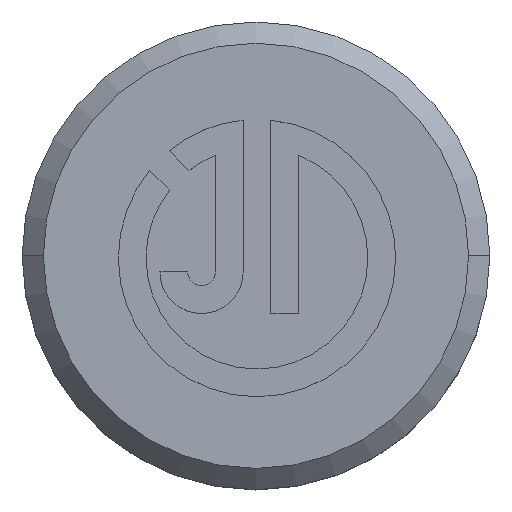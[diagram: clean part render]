
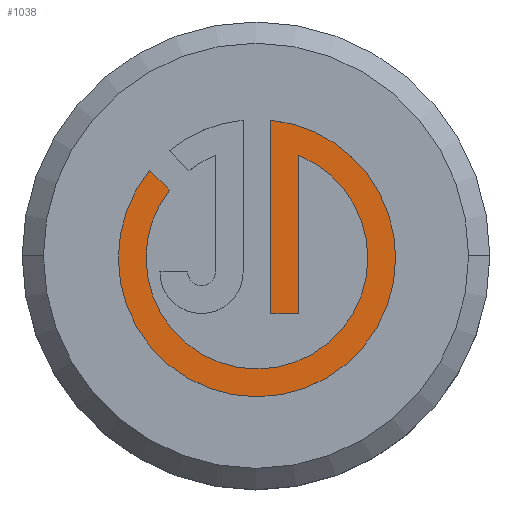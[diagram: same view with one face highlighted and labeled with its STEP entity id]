
A CAD part, top view. The second image highlights one B-rep face of the part: STEP entity #1038.
In plain terms, the highlighted planar face has unit normal (0, 0, 1).
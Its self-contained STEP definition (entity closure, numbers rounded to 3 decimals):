
#19 = AXIS2_PLACEMENT_3D ( 'NONE', #63, #1232, #237 ) ;
#27 = DIRECTION ( 'NONE',  ( -1., 0., 0. ) ) ;
#33 = DIRECTION ( 'NONE',  ( 0., 0., -1. ) ) ;
#44 = VERTEX_POINT ( 'NONE', #498 ) ;
#46 = ORIENTED_EDGE ( 'NONE', *, *, #1804, .T. ) ;
#53 = VECTOR ( 'NONE', #2099, 1000. ) ;
#61 = DIRECTION ( 'NONE',  ( 0., 0., 1. ) ) ;
#63 = CARTESIAN_POINT ( 'NONE',  ( 0.023, -0.053, 69.9 ) ) ;
#153 = CARTESIAN_POINT ( 'NONE',  ( 1.001, -1.357, 69.9 ) ) ;
#188 = CARTESIAN_POINT ( 'NONE',  ( 0.349, -1.357, 69.9 ) ) ;
#191 = CIRCLE ( 'NONE', #1158, 2.608 ) ;
#194 = CARTESIAN_POINT ( 'NONE',  ( 0.023, -0.053, 69.9 ) ) ;
#207 = EDGE_CURVE ( 'NONE', #1105, #44, #1919, .T. ) ;
#212 = DIRECTION ( 'NONE',  ( 0., -1., 0. ) ) ;
#217 = ORIENTED_EDGE ( 'NONE', *, *, #393, .T. ) ;
#237 = DIRECTION ( 'NONE',  ( -1., 0., 0. ) ) ;
#301 = EDGE_CURVE ( 'NONE', #534, #1105, #191, .T. ) ;
#311 = DIRECTION ( 'NONE',  ( 0., 0., 1. ) ) ;
#333 = LINE ( 'NONE', #836, #1218 ) ;
#371 = CARTESIAN_POINT ( 'NONE',  ( -2.038, 1.546, 69.9 ) ) ;
#378 = CIRCLE ( 'NONE', #1998, 3.261 ) ;
#386 = FACE_OUTER_BOUND ( 'NONE', #1367, .T. ) ;
#392 = ORIENTED_EDGE ( 'NONE', *, *, #1209, .T. ) ;
#393 = EDGE_CURVE ( 'NONE', #1949, #1460, #378, .T. ) ;
#467 = AXIS2_PLACEMENT_3D ( 'NONE', #878, #1969, #1036 ) ;
#471 = ORIENTED_EDGE ( 'NONE', *, *, #739, .T. ) ;
#498 = CARTESIAN_POINT ( 'NONE',  ( -2.038, 1.546, 69.9 ) ) ;
#534 = VERTEX_POINT ( 'NONE', #830 ) ;
#545 = VECTOR ( 'NONE', #212, 1000. ) ;
#577 = EDGE_CURVE ( 'NONE', #610, #614, #1751, .T. ) ;
#589 = ORIENTED_EDGE ( 'NONE', *, *, #1762, .T. ) ;
#601 = LINE ( 'NONE', #1203, #545 ) ;
#610 = VERTEX_POINT ( 'NONE', #153 ) ;
#614 = VERTEX_POINT ( 'NONE', #1159 ) ;
#674 = DIRECTION ( 'NONE',  ( 1., 0., 0. ) ) ;
#676 = AXIS2_PLACEMENT_3D ( 'NONE', #1378, #61, #1230 ) ;
#677 = CARTESIAN_POINT ( 'NONE',  ( -3.238, -0.053, 69.9 ) ) ;
#724 = AXIS2_PLACEMENT_3D ( 'NONE', #1974, #1346, #1359 ) ;
#739 = EDGE_CURVE ( 'NONE', #614, #534, #929, .T. ) ;
#830 = CARTESIAN_POINT ( 'NONE',  ( 2.631, -0.053, 69.9 ) ) ;
#836 = CARTESIAN_POINT ( 'NONE',  ( 0., -1.357, 69.9 ) ) ;
#878 = CARTESIAN_POINT ( 'NONE',  ( 0.023, -0.053, 69.9 ) ) ;
#923 = PLANE ( 'NONE',  #676 ) ;
#929 = CIRCLE ( 'NONE', #19, 2.608 ) ;
#966 = EDGE_CURVE ( 'NONE', #1577, #2060, #601, .T. ) ;
#977 = LINE ( 'NONE', #371, #1856 ) ;
#1033 = ORIENTED_EDGE ( 'NONE', *, *, #207, .T. ) ;
#1036 = DIRECTION ( 'NONE',  ( 1., 0., 0. ) ) ;
#1038 = ADVANCED_FACE ( 'NONE', ( #386 ), #923, .T. ) ;
#1105 = VERTEX_POINT ( 'NONE', #1870 ) ;
#1144 = CIRCLE ( 'NONE', #467, 3.261 ) ;
#1145 = ORIENTED_EDGE ( 'NONE', *, *, #2052, .T. ) ;
#1158 = AXIS2_PLACEMENT_3D ( 'NONE', #194, #33, #27 ) ;
#1159 = CARTESIAN_POINT ( 'NONE',  ( 1.001, 2.365, 69.9 ) ) ;
#1203 = CARTESIAN_POINT ( 'NONE',  ( 0.349, 0., 69.9 ) ) ;
#1209 = EDGE_CURVE ( 'NONE', #44, #1611, #977, .T. ) ;
#1218 = VECTOR ( 'NONE', #674, 1000. ) ;
#1230 = DIRECTION ( 'NONE',  ( 1., 0., 0. ) ) ;
#1232 = DIRECTION ( 'NONE',  ( 0., 0., -1. ) ) ;
#1299 = CARTESIAN_POINT ( 'NONE',  ( 0.023, -0.053, 69.9 ) ) ;
#1331 = DIRECTION ( 'NONE',  ( 1., 0., 0. ) ) ;
#1334 = DIRECTION ( 'NONE',  ( 0., 0., 1. ) ) ;
#1346 = DIRECTION ( 'NONE',  ( 0., 0., -1. ) ) ;
#1359 = DIRECTION ( 'NONE',  ( -1., 0., 0. ) ) ;
#1362 = CIRCLE ( 'NONE', #1507, 3.261 ) ;
#1367 = EDGE_LOOP ( 'NONE', ( #471, #1743, #1033, #392, #1145, #217, #589, #1713, #46, #1432 ) ) ;
#1378 = CARTESIAN_POINT ( 'NONE',  ( 0., 0., 69.9 ) ) ;
#1432 = ORIENTED_EDGE ( 'NONE', *, *, #577, .T. ) ;
#1448 = DIRECTION ( 'NONE',  ( 1., 0., 0. ) ) ;
#1460 = VERTEX_POINT ( 'NONE', #2050 ) ;
#1480 = CARTESIAN_POINT ( 'NONE',  ( 0.023, -0.053, 69.9 ) ) ;
#1506 = DIRECTION ( 'NONE',  ( -0.707, 0.707, 0. ) ) ;
#1507 = AXIS2_PLACEMENT_3D ( 'NONE', #1299, #311, #1448 ) ;
#1577 = VERTEX_POINT ( 'NONE', #1881 ) ;
#1611 = VERTEX_POINT ( 'NONE', #1728 ) ;
#1713 = ORIENTED_EDGE ( 'NONE', *, *, #966, .T. ) ;
#1728 = CARTESIAN_POINT ( 'NONE',  ( -2.502, 2.01, 69.9 ) ) ;
#1743 = ORIENTED_EDGE ( 'NONE', *, *, #301, .T. ) ;
#1751 = LINE ( 'NONE', #1938, #53 ) ;
#1762 = EDGE_CURVE ( 'NONE', #1460, #1577, #1362, .T. ) ;
#1804 = EDGE_CURVE ( 'NONE', #2060, #610, #333, .T. ) ;
#1856 = VECTOR ( 'NONE', #1506, 1000. ) ;
#1870 = CARTESIAN_POINT ( 'NONE',  ( -2.586, -0.053, 69.9 ) ) ;
#1881 = CARTESIAN_POINT ( 'NONE',  ( 0.349, 3.191, 69.9 ) ) ;
#1919 = CIRCLE ( 'NONE', #724, 2.608 ) ;
#1938 = CARTESIAN_POINT ( 'NONE',  ( 1.001, 0., 69.9 ) ) ;
#1949 = VERTEX_POINT ( 'NONE', #677 ) ;
#1969 = DIRECTION ( 'NONE',  ( 0., 0., 1. ) ) ;
#1974 = CARTESIAN_POINT ( 'NONE',  ( 0.023, -0.053, 69.9 ) ) ;
#1998 = AXIS2_PLACEMENT_3D ( 'NONE', #1480, #1334, #1331 ) ;
#2050 = CARTESIAN_POINT ( 'NONE',  ( 3.283, -0.053, 69.9 ) ) ;
#2052 = EDGE_CURVE ( 'NONE', #1611, #1949, #1144, .T. ) ;
#2060 = VERTEX_POINT ( 'NONE', #188 ) ;
#2099 = DIRECTION ( 'NONE',  ( 0., 1., 0. ) ) ;
